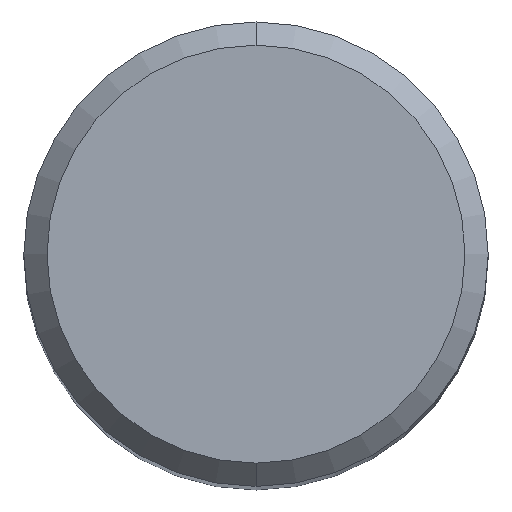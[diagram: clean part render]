
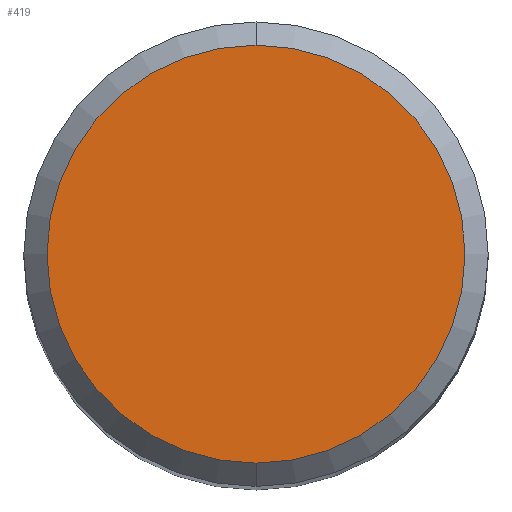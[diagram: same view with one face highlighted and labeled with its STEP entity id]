
A CAD part, top view. The second image highlights one B-rep face of the part: STEP entity #419.
In plain terms, the highlighted planar face has unit normal (0, 0, 1).
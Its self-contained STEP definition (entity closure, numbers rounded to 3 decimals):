
#215=EDGE_CURVE('',#317,#355,#512,.T.);
#317=VERTEX_POINT('',#621);
#355=VERTEX_POINT('',#664);
#391=EDGE_CURVE('',#355,#317,#705,.T.);
#419=ADVANCED_FACE('',(#735),#736,.T.);
#512=CIRCLE('',#901,3.6);
#621=CARTESIAN_POINT('',(0.0,3.6,0.0));
#664=CARTESIAN_POINT('',(0.,-3.6,0.0));
#705=CIRCLE('',#1292,3.6);
#735=FACE_OUTER_BOUND('',#1345,.T.);
#736=PLANE('',#1346);
#901=AXIS2_PLACEMENT_3D('',#1458,#1459,#1460);
#1292=AXIS2_PLACEMENT_3D('',#1669,#1670,#1671);
#1345=EDGE_LOOP('',(#1700,#1701));
#1346=AXIS2_PLACEMENT_3D('',#1702,#1703,#1704);
#1458=CARTESIAN_POINT('',(0.0,0.0,0.0));
#1459=DIRECTION('',(0.0,0.0,-1.0));
#1460=DIRECTION('',(0.0,1.0,0.0));
#1669=CARTESIAN_POINT('',(0.0,0.0,0.0));
#1670=DIRECTION('',(0.0,0.0,-1.0));
#1671=DIRECTION('',(0.0,1.0,0.0));
#1700=ORIENTED_EDGE('',*,*,#215,.F.);
#1701=ORIENTED_EDGE('',*,*,#391,.F.);
#1702=CARTESIAN_POINT('',(0.0,1.8,0.0));
#1703=DIRECTION('',(-0.0,0.0,1.0));
#1704=DIRECTION('',(0.0,-1.0,0.0));
